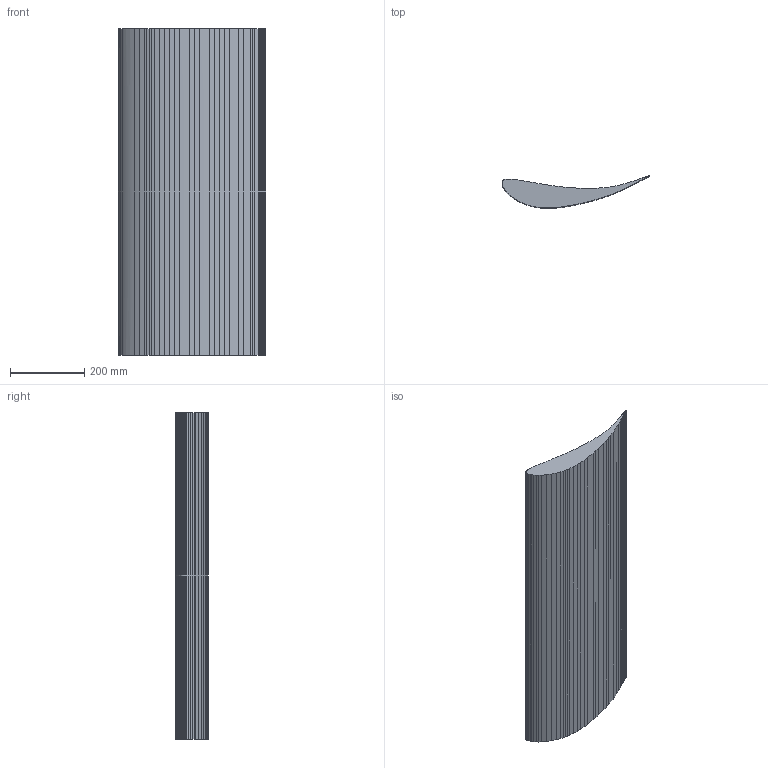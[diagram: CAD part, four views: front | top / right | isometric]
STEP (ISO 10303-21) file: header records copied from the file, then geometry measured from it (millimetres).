
FILE_DESCRIPTION(('CATIA V5 STEP Exchange'),'2;1');
FILE_NAME('Aileron2.1_avec_trous(negatif).stp','2020-06-08T16:47:11+00:00',('none'),('none'),'CATIA Version 5 Release 19 SP 2 (IN-10)','CATIA V5 STEP AP203','none');
FILE_SCHEMA(('CONFIG_CONTROL_DESIGN'));
Length unit declared in the file: millimetre
Products named in the file (1): 1Element
Bounding box: 398.49 x 87.38 x 880 mm (x, y, z)
Volume: 13181537.2 mm3; surface area: 782535 mm2
Topology: 1 solids, 1 shells, 160 faces, 474 edges, 316 vertices
Faces by surface type: extrusion 138, plane 22
Entity records: 6938 total; most frequent: CARTESIAN_POINT 3217, ORIENTED_EDGE 948, EDGE_CURVE 474, B_SPLINE_CURVE_WITH_KNOTS 430, DIRECTION 352, VECTOR 320, VERTEX_POINT 316, LINE 182
